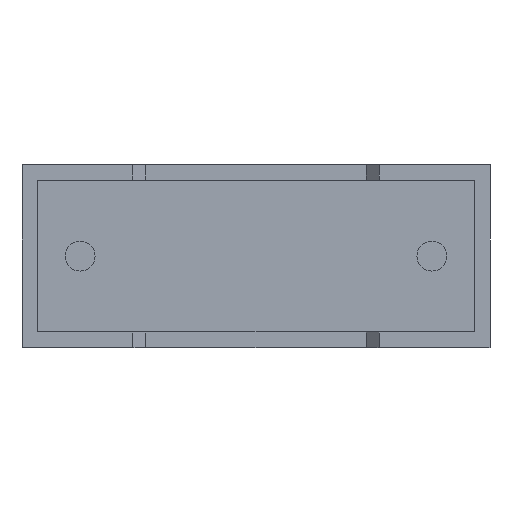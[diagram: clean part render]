
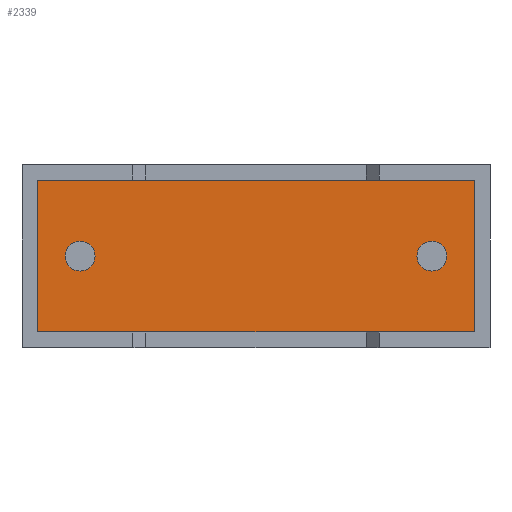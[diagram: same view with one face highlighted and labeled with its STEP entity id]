
A CAD part, front view. The second image highlights one B-rep face of the part: STEP entity #2339.
In plain terms, the highlighted planar face has unit normal (0, -1, 0).
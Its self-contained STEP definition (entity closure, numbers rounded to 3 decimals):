
#79 = ORIENTED_EDGE ( 'NONE', *, *, #2397, .T. ) ;
#102 = VERTEX_POINT ( 'NONE', #757 ) ;
#123 = DIRECTION ( 'NONE',  ( 0., 0., -1. ) ) ;
#192 = ORIENTED_EDGE ( 'NONE', *, *, #1110, .T. ) ;
#369 = VECTOR ( 'NONE', #448, 1000. ) ;
#448 = DIRECTION ( 'NONE',  ( 0., 0., 1. ) ) ;
#523 = CIRCLE ( 'NONE', #2563, 0.425 ) ;
#544 = ORIENTED_EDGE ( 'NONE', *, *, #2235, .F. ) ;
#547 = EDGE_LOOP ( 'NONE', ( #2050, #1473 ) ) ;
#582 = CIRCLE ( 'NONE', #1784, 0.425 ) ;
#595 = DIRECTION ( 'NONE',  ( 0., 0., -1. ) ) ;
#608 = EDGE_CURVE ( 'NONE', #2253, #682, #2118, .T. ) ;
#641 = CARTESIAN_POINT ( 'NONE',  ( 11.65, 0.75, 2.6 ) ) ;
#651 = DIRECTION ( 'NONE',  ( 0., 0., -1. ) ) ;
#682 = VERTEX_POINT ( 'NONE', #1155 ) ;
#735 = EDGE_LOOP ( 'NONE', ( #2708, #544 ) ) ;
#757 = CARTESIAN_POINT ( 'NONE',  ( 0.443, 0.75, 4.757 ) ) ;
#881 = DIRECTION ( 'NONE',  ( 0., -1., 0. ) ) ;
#890 = LINE ( 'NONE', #2802, #2309 ) ;
#898 = DIRECTION ( 'NONE',  ( 0., 0., -1. ) ) ;
#969 = EDGE_CURVE ( 'NONE', #2773, #2415, #2479, .T. ) ;
#976 = FACE_BOUND ( 'NONE', #735, .T. ) ;
#1087 = CARTESIAN_POINT ( 'NONE',  ( 11.65, 0.75, 2.6 ) ) ;
#1110 = EDGE_CURVE ( 'NONE', #102, #1396, #1880, .T. ) ;
#1155 = CARTESIAN_POINT ( 'NONE',  ( 12.857, 0.75, 4.757 ) ) ;
#1169 = CARTESIAN_POINT ( 'NONE',  ( 0.443, 0.75, 4.757 ) ) ;
#1203 = CARTESIAN_POINT ( 'NONE',  ( 0.443, 0.75, 0.443 ) ) ;
#1356 = ORIENTED_EDGE ( 'NONE', *, *, #2380, .T. ) ;
#1390 = CARTESIAN_POINT ( 'NONE',  ( 12.857, 0.75, 0.443 ) ) ;
#1396 = VERTEX_POINT ( 'NONE', #1203 ) ;
#1456 = AXIS2_PLACEMENT_3D ( 'NONE', #1965, #1973, #595 ) ;
#1470 = EDGE_CURVE ( 'NONE', #2805, #1877, #523, .T. ) ;
#1473 = ORIENTED_EDGE ( 'NONE', *, *, #969, .F. ) ;
#1513 = CARTESIAN_POINT ( 'NONE',  ( 1.65, 0.75, 2.175 ) ) ;
#1583 = DIRECTION ( 'NONE',  ( 1., 0., 0. ) ) ;
#1650 = EDGE_CURVE ( 'NONE', #2415, #2773, #582, .T. ) ;
#1662 = VECTOR ( 'NONE', #1583, 1000. ) ;
#1698 = CARTESIAN_POINT ( 'NONE',  ( 12.857, 0.75, 0.443 ) ) ;
#1784 = AXIS2_PLACEMENT_3D ( 'NONE', #1087, #2718, #123 ) ;
#1791 = DIRECTION ( 'NONE',  ( 0., -1., 0. ) ) ;
#1877 = VERTEX_POINT ( 'NONE', #1513 ) ;
#1880 = LINE ( 'NONE', #1169, #2366 ) ;
#1886 = DIRECTION ( 'NONE',  ( 0., 0., -1. ) ) ;
#1962 = CIRCLE ( 'NONE', #1456, 0.425 ) ;
#1965 = CARTESIAN_POINT ( 'NONE',  ( 1.65, 0.75, 2.6 ) ) ;
#1973 = DIRECTION ( 'NONE',  ( 0., -1., 0. ) ) ;
#2011 = AXIS2_PLACEMENT_3D ( 'NONE', #2793, #2279, #898 ) ;
#2050 = ORIENTED_EDGE ( 'NONE', *, *, #1650, .F. ) ;
#2073 = CARTESIAN_POINT ( 'NONE',  ( 11.65, 0.75, 3.025 ) ) ;
#2118 = LINE ( 'NONE', #1390, #369 ) ;
#2158 = FACE_BOUND ( 'NONE', #547, .T. ) ;
#2167 = EDGE_LOOP ( 'NONE', ( #192, #79, #2809, #1356 ) ) ;
#2235 = EDGE_CURVE ( 'NONE', #1877, #2805, #1962, .T. ) ;
#2253 = VERTEX_POINT ( 'NONE', #1698 ) ;
#2279 = DIRECTION ( 'NONE',  ( 0., -1., 0. ) ) ;
#2298 = CARTESIAN_POINT ( 'NONE',  ( 1.65, 0.75, 3.025 ) ) ;
#2309 = VECTOR ( 'NONE', #2553, 1000. ) ;
#2339 = ADVANCED_FACE ( 'NONE', ( #2158, #3020, #976 ), #2494, .T. ) ;
#2366 = VECTOR ( 'NONE', #1886, 1000. ) ;
#2380 = EDGE_CURVE ( 'NONE', #682, #102, #890, .T. ) ;
#2397 = EDGE_CURVE ( 'NONE', #1396, #2253, #2921, .T. ) ;
#2415 = VERTEX_POINT ( 'NONE', #2073 ) ;
#2479 = CIRCLE ( 'NONE', #2654, 0.425 ) ;
#2494 = PLANE ( 'NONE',  #2011 ) ;
#2511 = CARTESIAN_POINT ( 'NONE',  ( 1.65, 0.75, 2.6 ) ) ;
#2553 = DIRECTION ( 'NONE',  ( -1., 0., 0. ) ) ;
#2563 = AXIS2_PLACEMENT_3D ( 'NONE', #2511, #881, #2743 ) ;
#2654 = AXIS2_PLACEMENT_3D ( 'NONE', #641, #1791, #651 ) ;
#2708 = ORIENTED_EDGE ( 'NONE', *, *, #1470, .F. ) ;
#2718 = DIRECTION ( 'NONE',  ( 0., -1., 0. ) ) ;
#2743 = DIRECTION ( 'NONE',  ( 0., 0., -1. ) ) ;
#2773 = VERTEX_POINT ( 'NONE', #3001 ) ;
#2793 = CARTESIAN_POINT ( 'NONE',  ( 0., 0.75, 0. ) ) ;
#2802 = CARTESIAN_POINT ( 'NONE',  ( 12.857, 0.75, 4.757 ) ) ;
#2805 = VERTEX_POINT ( 'NONE', #2298 ) ;
#2809 = ORIENTED_EDGE ( 'NONE', *, *, #608, .T. ) ;
#2921 = LINE ( 'NONE', #3007, #1662 ) ;
#3001 = CARTESIAN_POINT ( 'NONE',  ( 11.65, 0.75, 2.175 ) ) ;
#3007 = CARTESIAN_POINT ( 'NONE',  ( 0.443, 0.75, 0.443 ) ) ;
#3020 = FACE_OUTER_BOUND ( 'NONE', #2167, .T. ) ;
